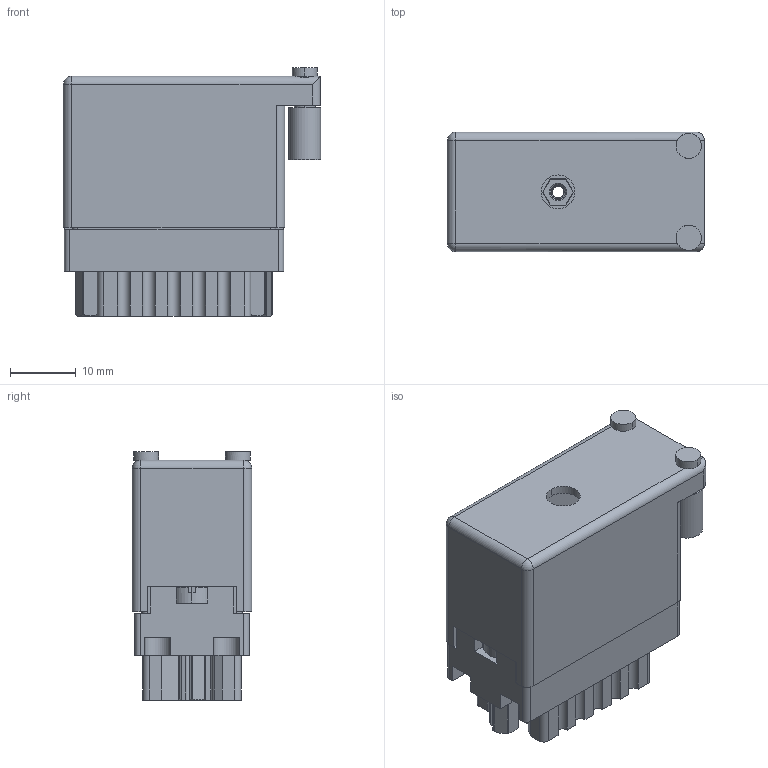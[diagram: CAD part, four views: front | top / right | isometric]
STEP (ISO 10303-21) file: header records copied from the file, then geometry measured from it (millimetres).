
FILE_DESCRIPTION (( 'STEP AP203' ), '1' );
FILE_NAME ('516-020-500-452.STEP', '2020-03-04T18:02:05', ( '' ), ( '' ), 'SwSTEP 2.0', 'SolidWorks 2016', '' );
FILE_SCHEMA (( 'CONFIG_CONTROL_DESIGN' ));
Length unit declared in the file: inch
Products named in the file (8): 516-292-001_500 Contact; 516-252-021-102_020; 516-252-025-100_516-252-025-100; 516 Part Receptacle_020; 516-230-001_Metal - 020 Side Entry; 516-221-020-102_020; 516-020-500-452; 516-221-020-102_021
Assembly tree (27 placements, depth 2):
  516-020-500-452
    516 Part Receptacle_020
    516-292-001_500 Contact  x20
    516-230-001_Metal - 020 Side Entry
    516-252-021-102_020  x2
    516-221-020-102_020
    516-252-025-100_516-252-025-100
    516-221-020-102_021
Bounding box: 39.12 x 18.16 x 37.77 mm (x, y, z)
Volume: 10003.3 mm3; surface area: 18836 mm2
Topology: 27 solids, 27 shells, 2424 faces, 6988 edges, 4623 vertices
Faces by surface type: plane 1366, cylinder 858, bspline 151, cone 47, sphere 2
Entity records: 39363 total; most frequent: CARTESIAN_POINT 13040, ORIENTED_EDGE 5424, DIRECTION 5057, EDGE_CURVE 2712, VERTEX_POINT 1789, VECTOR 1745, LINE 1745, AXIS2_PLACEMENT_3D 1656
